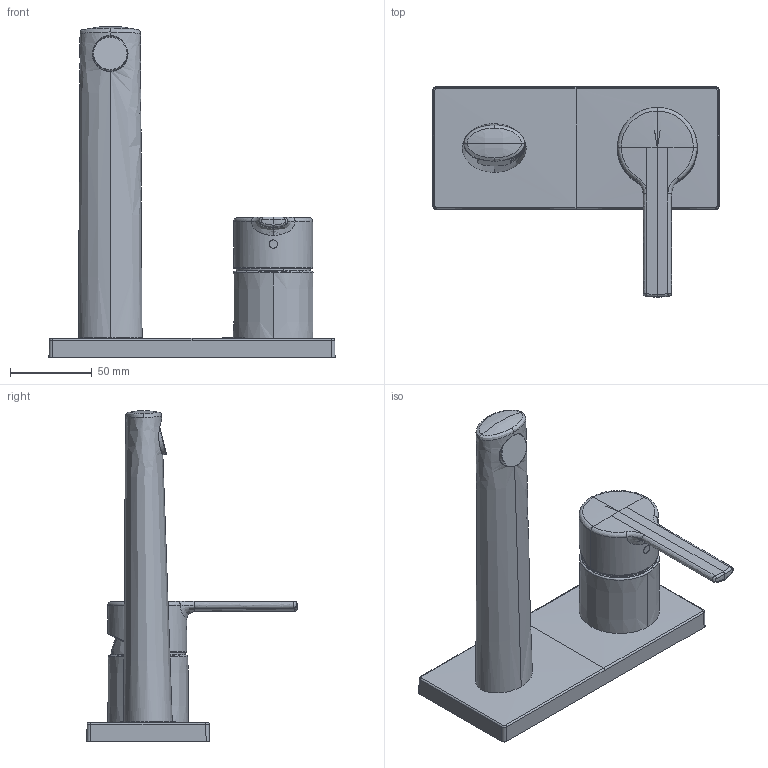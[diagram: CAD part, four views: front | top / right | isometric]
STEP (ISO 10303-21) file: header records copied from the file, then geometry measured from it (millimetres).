
FILE_DESCRIPTION (( 'STEP AP203' ), '1' );
FILE_NAME ('44882103.STEP', '2019-01-10T11:19:41', ( '' ), ( '' ), 'SwSTEP 2.0', 'SolidWorks 2016', '' );
FILE_SCHEMA (( 'CONFIG_CONTROL_DESIGN' ));
Length unit declared in the file: millimetre
Products named in the file (1): 44882103
Bounding box: 175 x 128.75 x 202.37 mm (x, y, z)
Volume: 442079.8 mm3; surface area: 66434.2 mm2
Topology: 1 solids, 1 shells, 88 faces, 207 edges, 124 vertices
Faces by surface type: bspline 63, cylinder 12, plane 9, torus 2, cone 2
Entity records: 8498 total; most frequent: CARTESIAN_POINT 6923, ORIENTED_EDGE 406, EDGE_CURVE 203, B_SPLINE_CURVE_WITH_KNOTS 138, DIRECTION 128, VERTEX_POINT 124, EDGE_LOOP 95, ADVANCED_FACE 88
